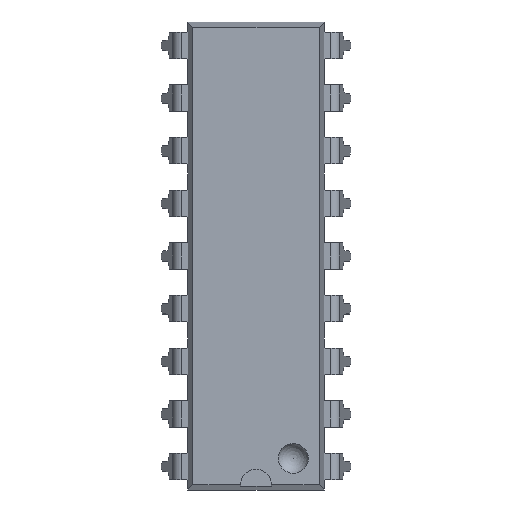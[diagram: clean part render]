
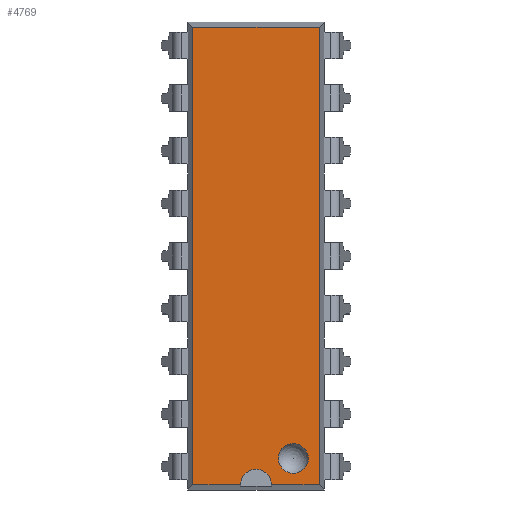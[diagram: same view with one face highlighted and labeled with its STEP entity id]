
A CAD part, top view. The second image highlights one B-rep face of the part: STEP entity #4769.
In plain terms, the highlighted planar face has unit normal (0, 0, 1).
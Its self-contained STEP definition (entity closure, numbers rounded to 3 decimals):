
#1049 = B_SPLINE_SURFACE_WITH_KNOTS('',1,1,(
    (#1050,#1051)
    ,(#1052,#1053
    )),.UNSPECIFIED.,.F.,.F.,.F.,(2,2),(2,2),(0.,22.58),(0.,1.),
  .PIECEWISE_BEZIER_KNOTS.);
#1050 = CARTESIAN_POINT('',(-3.3,-11.29,0.));
#1051 = CARTESIAN_POINT('',(-3.05,-11.04,1.6));
#1052 = CARTESIAN_POINT('',(-3.3,11.29,0.));
#1053 = CARTESIAN_POINT('',(-3.05,11.04,1.6));
#1303 = VERTEX_POINT('',#1304);
#1304 = CARTESIAN_POINT('',(-3.05,11.04,1.6));
#1317 = B_SPLINE_SURFACE_WITH_KNOTS('',1,1,(
    (#1318,#1319)
    ,(#1320,#1321
    )),.UNSPECIFIED.,.F.,.F.,.F.,(2,2),(2,2),(0.,6.6),(0.,1.),
  .PIECEWISE_BEZIER_KNOTS.);
#1318 = CARTESIAN_POINT('',(-3.3,11.29,0.));
#1319 = CARTESIAN_POINT('',(-3.05,11.04,1.6));
#1320 = CARTESIAN_POINT('',(3.3,11.29,0.));
#1321 = CARTESIAN_POINT('',(3.05,11.04,1.6));
#1329 = EDGE_CURVE('',#1330,#1303,#1332,.T.);
#1330 = VERTEX_POINT('',#1331);
#1331 = CARTESIAN_POINT('',(-3.05,-11.04,1.6));
#1332 = SURFACE_CURVE('',#1333,(#1337,#1343),.PCURVE_S1.);
#1333 = LINE('',#1334,#1335);
#1334 = CARTESIAN_POINT('',(-3.05,-11.04,1.6));
#1335 = VECTOR('',#1336,1.);
#1336 = DIRECTION('',(0.,1.,0.));
#1337 = PCURVE('',#1049,#1338);
#1338 = DEFINITIONAL_REPRESENTATION('',(#1339),#1342);
#1339 = B_SPLINE_CURVE_WITH_KNOTS('',1,(#1340,#1341),.UNSPECIFIED.,.F.,
  .F.,(2,2),(0.,22.08),.PIECEWISE_BEZIER_KNOTS.);
#1340 = CARTESIAN_POINT('',(0.,1.));
#1341 = CARTESIAN_POINT('',(22.58,1.));
#1342 = ( GEOMETRIC_REPRESENTATION_CONTEXT(2) 
PARAMETRIC_REPRESENTATION_CONTEXT() REPRESENTATION_CONTEXT('2D SPACE',''
  ) );
#1343 = PCURVE('',#1344,#1349);
#1344 = PLANE('',#1345);
#1345 = AXIS2_PLACEMENT_3D('',#1346,#1347,#1348);
#1346 = CARTESIAN_POINT('',(-3.05,11.04,1.6));
#1347 = DIRECTION('',(0.,0.,1.));
#1348 = DIRECTION('',(0.266,-0.964,0.));
#1349 = DEFINITIONAL_REPRESENTATION('',(#1350),#1354);
#1350 = LINE('',#1351,#1352);
#1351 = CARTESIAN_POINT('',(21.283,-5.88));
#1352 = VECTOR('',#1353,1.);
#1353 = DIRECTION('',(-0.964,0.266));
#1354 = ( GEOMETRIC_REPRESENTATION_CONTEXT(2) 
PARAMETRIC_REPRESENTATION_CONTEXT() REPRESENTATION_CONTEXT('2D SPACE',''
  ) );
#1371 = B_SPLINE_SURFACE_WITH_KNOTS('',1,1,(
    (#1372,#1373)
    ,(#1374,#1375
    )),.UNSPECIFIED.,.F.,.F.,.F.,(2,2),(2,2),(0.,6.6),(0.,1.),
  .PIECEWISE_BEZIER_KNOTS.);
#1372 = CARTESIAN_POINT('',(3.3,-11.29,0.));
#1373 = CARTESIAN_POINT('',(3.05,-11.04,1.6));
#1374 = CARTESIAN_POINT('',(-3.3,-11.29,0.));
#1375 = CARTESIAN_POINT('',(-3.05,-11.04,1.6));
#4595 = EDGE_CURVE('',#4596,#1330,#4598,.T.);
#4596 = VERTEX_POINT('',#4597);
#4597 = CARTESIAN_POINT('',(-0.75,-11.04,1.6));
#4598 = SURFACE_CURVE('',#4599,(#4603,#4609),.PCURVE_S1.);
#4599 = LINE('',#4600,#4601);
#4600 = CARTESIAN_POINT('',(3.05,-11.04,1.6));
#4601 = VECTOR('',#4602,1.);
#4602 = DIRECTION('',(-1.,0.,0.));
#4603 = PCURVE('',#1371,#4604);
#4604 = DEFINITIONAL_REPRESENTATION('',(#4605),#4608);
#4605 = B_SPLINE_CURVE_WITH_KNOTS('',1,(#4606,#4607),.UNSPECIFIED.,.F.,
  .F.,(2,2),(0.,6.1),.PIECEWISE_BEZIER_KNOTS.);
#4606 = CARTESIAN_POINT('',(0.,1.));
#4607 = CARTESIAN_POINT('',(6.6,1.));
#4608 = ( GEOMETRIC_REPRESENTATION_CONTEXT(2) 
PARAMETRIC_REPRESENTATION_CONTEXT() REPRESENTATION_CONTEXT('2D SPACE',''
  ) );
#4609 = PCURVE('',#1344,#4610);
#4610 = DEFINITIONAL_REPRESENTATION('',(#4611),#4615);
#4611 = LINE('',#4612,#4613);
#4612 = CARTESIAN_POINT('',(22.907,0.));
#4613 = VECTOR('',#4614,1.);
#4614 = DIRECTION('',(-0.266,-0.964));
#4615 = ( GEOMETRIC_REPRESENTATION_CONTEXT(2) 
PARAMETRIC_REPRESENTATION_CONTEXT() REPRESENTATION_CONTEXT('2D SPACE',''
  ) );
#4643 = CYLINDRICAL_SURFACE('',#4644,0.75);
#4644 = AXIS2_PLACEMENT_3D('',#4645,#4646,#4647);
#4645 = CARTESIAN_POINT('',(0.,-11.04,1.1));
#4646 = DIRECTION('',(-0.,0.,-1.));
#4647 = DIRECTION('',(0.,-1.,0.));
#4686 = VERTEX_POINT('',#4687);
#4687 = CARTESIAN_POINT('',(0.75,-11.04,1.6));
#4723 = EDGE_CURVE('',#4724,#4686,#4726,.T.);
#4724 = VERTEX_POINT('',#4725);
#4725 = CARTESIAN_POINT('',(3.05,-11.04,1.6));
#4726 = SURFACE_CURVE('',#4727,(#4731,#4737),.PCURVE_S1.);
#4727 = LINE('',#4728,#4729);
#4728 = CARTESIAN_POINT('',(3.05,-11.04,1.6));
#4729 = VECTOR('',#4730,1.);
#4730 = DIRECTION('',(-1.,0.,0.));
#4731 = PCURVE('',#1371,#4732);
#4732 = DEFINITIONAL_REPRESENTATION('',(#4733),#4736);
#4733 = B_SPLINE_CURVE_WITH_KNOTS('',1,(#4734,#4735),.UNSPECIFIED.,.F.,
  .F.,(2,2),(0.,6.1),.PIECEWISE_BEZIER_KNOTS.);
#4734 = CARTESIAN_POINT('',(0.,1.));
#4735 = CARTESIAN_POINT('',(6.6,1.));
#4736 = ( GEOMETRIC_REPRESENTATION_CONTEXT(2) 
PARAMETRIC_REPRESENTATION_CONTEXT() REPRESENTATION_CONTEXT('2D SPACE',''
  ) );
#4737 = PCURVE('',#1344,#4738);
#4738 = DEFINITIONAL_REPRESENTATION('',(#4739),#4743);
#4739 = LINE('',#4740,#4741);
#4740 = CARTESIAN_POINT('',(22.907,0.));
#4741 = VECTOR('',#4742,1.);
#4742 = DIRECTION('',(-0.266,-0.964));
#4743 = ( GEOMETRIC_REPRESENTATION_CONTEXT(2) 
PARAMETRIC_REPRESENTATION_CONTEXT() REPRESENTATION_CONTEXT('2D SPACE',''
  ) );
#4758 = B_SPLINE_SURFACE_WITH_KNOTS('',1,1,(
    (#4759,#4760)
    ,(#4761,#4762
    )),.UNSPECIFIED.,.F.,.F.,.F.,(2,2),(2,2),(0.,22.58),(0.,1.),
  .PIECEWISE_BEZIER_KNOTS.);
#4759 = CARTESIAN_POINT('',(3.3,11.29,0.));
#4760 = CARTESIAN_POINT('',(3.05,11.04,1.6));
#4761 = CARTESIAN_POINT('',(3.3,-11.29,0.));
#4762 = CARTESIAN_POINT('',(3.05,-11.04,1.6));
#4769 = ADVANCED_FACE('',(#4770,#4839),#1344,.T.);
#4770 = FACE_BOUND('',#4771,.T.);
#4771 = EDGE_LOOP('',(#4772,#4794,#4795,#4796,#4818,#4819));
#4772 = ORIENTED_EDGE('',*,*,#4773,.F.);
#4773 = EDGE_CURVE('',#1303,#4774,#4776,.T.);
#4774 = VERTEX_POINT('',#4775);
#4775 = CARTESIAN_POINT('',(3.05,11.04,1.6));
#4776 = SURFACE_CURVE('',#4777,(#4781,#4788),.PCURVE_S1.);
#4777 = LINE('',#4778,#4779);
#4778 = CARTESIAN_POINT('',(-3.05,11.04,1.6));
#4779 = VECTOR('',#4780,1.);
#4780 = DIRECTION('',(1.,0.,0.));
#4781 = PCURVE('',#1344,#4782);
#4782 = DEFINITIONAL_REPRESENTATION('',(#4783),#4787);
#4783 = LINE('',#4784,#4785);
#4784 = CARTESIAN_POINT('',(0.,0.));
#4785 = VECTOR('',#4786,1.);
#4786 = DIRECTION('',(0.266,0.964));
#4787 = ( GEOMETRIC_REPRESENTATION_CONTEXT(2) 
PARAMETRIC_REPRESENTATION_CONTEXT() REPRESENTATION_CONTEXT('2D SPACE',''
  ) );
#4788 = PCURVE('',#1317,#4789);
#4789 = DEFINITIONAL_REPRESENTATION('',(#4790),#4793);
#4790 = B_SPLINE_CURVE_WITH_KNOTS('',1,(#4791,#4792),.UNSPECIFIED.,.F.,
  .F.,(2,2),(0.,6.1),.PIECEWISE_BEZIER_KNOTS.);
#4791 = CARTESIAN_POINT('',(0.,1.));
#4792 = CARTESIAN_POINT('',(6.6,1.));
#4793 = ( GEOMETRIC_REPRESENTATION_CONTEXT(2) 
PARAMETRIC_REPRESENTATION_CONTEXT() REPRESENTATION_CONTEXT('2D SPACE',''
  ) );
#4794 = ORIENTED_EDGE('',*,*,#1329,.F.);
#4795 = ORIENTED_EDGE('',*,*,#4595,.F.);
#4796 = ORIENTED_EDGE('',*,*,#4797,.F.);
#4797 = EDGE_CURVE('',#4686,#4596,#4798,.T.);
#4798 = SURFACE_CURVE('',#4799,(#4804,#4811),.PCURVE_S1.);
#4799 = CIRCLE('',#4800,0.75);
#4800 = AXIS2_PLACEMENT_3D('',#4801,#4802,#4803);
#4801 = CARTESIAN_POINT('',(0.,-11.04,1.6));
#4802 = DIRECTION('',(-0.,0.,1.));
#4803 = DIRECTION('',(0.,-1.,0.));
#4804 = PCURVE('',#1344,#4805);
#4805 = DEFINITIONAL_REPRESENTATION('',(#4806),#4810);
#4806 = CIRCLE('',#4807,0.75);
#4807 = AXIS2_PLACEMENT_2D('',#4808,#4809);
#4808 = CARTESIAN_POINT('',(22.095,-2.94));
#4809 = DIRECTION('',(0.964,-0.266));
#4810 = ( GEOMETRIC_REPRESENTATION_CONTEXT(2) 
PARAMETRIC_REPRESENTATION_CONTEXT() REPRESENTATION_CONTEXT('2D SPACE',''
  ) );
#4811 = PCURVE('',#4643,#4812);
#4812 = DEFINITIONAL_REPRESENTATION('',(#4813),#4817);
#4813 = LINE('',#4814,#4815);
#4814 = CARTESIAN_POINT('',(-0.,-0.5));
#4815 = VECTOR('',#4816,1.);
#4816 = DIRECTION('',(-1.,0.));
#4817 = ( GEOMETRIC_REPRESENTATION_CONTEXT(2) 
PARAMETRIC_REPRESENTATION_CONTEXT() REPRESENTATION_CONTEXT('2D SPACE',''
  ) );
#4818 = ORIENTED_EDGE('',*,*,#4723,.F.);
#4819 = ORIENTED_EDGE('',*,*,#4820,.F.);
#4820 = EDGE_CURVE('',#4774,#4724,#4821,.T.);
#4821 = SURFACE_CURVE('',#4822,(#4826,#4833),.PCURVE_S1.);
#4822 = LINE('',#4823,#4824);
#4823 = CARTESIAN_POINT('',(3.05,11.04,1.6));
#4824 = VECTOR('',#4825,1.);
#4825 = DIRECTION('',(0.,-1.,0.));
#4826 = PCURVE('',#1344,#4827);
#4827 = DEFINITIONAL_REPRESENTATION('',(#4828),#4832);
#4828 = LINE('',#4829,#4830);
#4829 = CARTESIAN_POINT('',(1.624,5.88));
#4830 = VECTOR('',#4831,1.);
#4831 = DIRECTION('',(0.964,-0.266));
#4832 = ( GEOMETRIC_REPRESENTATION_CONTEXT(2) 
PARAMETRIC_REPRESENTATION_CONTEXT() REPRESENTATION_CONTEXT('2D SPACE',''
  ) );
#4833 = PCURVE('',#4758,#4834);
#4834 = DEFINITIONAL_REPRESENTATION('',(#4835),#4838);
#4835 = B_SPLINE_CURVE_WITH_KNOTS('',1,(#4836,#4837),.UNSPECIFIED.,.F.,
  .F.,(2,2),(0.,22.08),.PIECEWISE_BEZIER_KNOTS.);
#4836 = CARTESIAN_POINT('',(0.,1.));
#4837 = CARTESIAN_POINT('',(22.58,1.));
#4838 = ( GEOMETRIC_REPRESENTATION_CONTEXT(2) 
PARAMETRIC_REPRESENTATION_CONTEXT() REPRESENTATION_CONTEXT('2D SPACE',''
  ) );
#4839 = FACE_BOUND('',#4840,.T.);
#4840 = EDGE_LOOP('',(#4841));
#4841 = ORIENTED_EDGE('',*,*,#4842,.F.);
#4842 = EDGE_CURVE('',#4843,#4843,#4845,.T.);
#4843 = VERTEX_POINT('',#4844);
#4844 = CARTESIAN_POINT('',(2.52,-9.77,1.6));
#4845 = SURFACE_CURVE('',#4846,(#4851,#4858),.PCURVE_S1.);
#4846 = CIRCLE('',#4847,0.72);
#4847 = AXIS2_PLACEMENT_3D('',#4848,#4849,#4850);
#4848 = CARTESIAN_POINT('',(1.8,-9.77,1.6));
#4849 = DIRECTION('',(0.,0.,1.));
#4850 = DIRECTION('',(1.,0.,0.));
#4851 = PCURVE('',#1344,#4852);
#4852 = DEFINITIONAL_REPRESENTATION('',(#4853),#4857);
#4853 = CIRCLE('',#4854,0.72);
#4854 = AXIS2_PLACEMENT_2D('',#4855,#4856);
#4855 = CARTESIAN_POINT('',(21.35,-0.867));
#4856 = DIRECTION('',(0.266,0.964));
#4857 = ( GEOMETRIC_REPRESENTATION_CONTEXT(2) 
PARAMETRIC_REPRESENTATION_CONTEXT() REPRESENTATION_CONTEXT('2D SPACE',''
  ) );
#4858 = PCURVE('',#4859,#4864);
#4859 = SPHERICAL_SURFACE('',#4860,0.78);
#4860 = AXIS2_PLACEMENT_3D('',#4861,#4862,#4863);
#4861 = CARTESIAN_POINT('',(1.8,-9.77,1.9));
#4862 = DIRECTION('',(0.,0.,1.));
#4863 = DIRECTION('',(1.,0.,0.));
#4864 = DEFINITIONAL_REPRESENTATION('',(#4865),#4869);
#4865 = LINE('',#4866,#4867);
#4866 = CARTESIAN_POINT('',(0.,-0.395));
#4867 = VECTOR('',#4868,1.);
#4868 = DIRECTION('',(1.,0.));
#4869 = ( GEOMETRIC_REPRESENTATION_CONTEXT(2) 
PARAMETRIC_REPRESENTATION_CONTEXT() REPRESENTATION_CONTEXT('2D SPACE',''
  ) );
